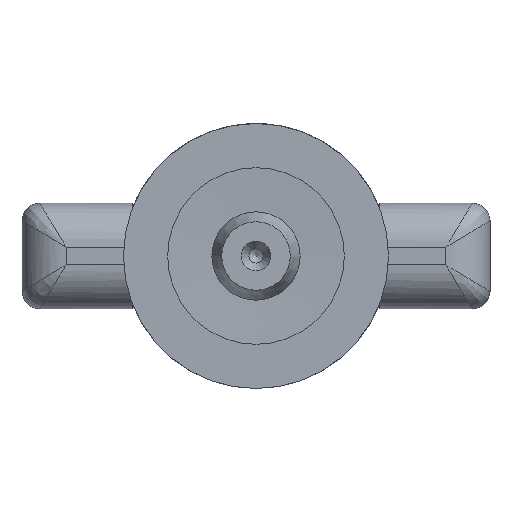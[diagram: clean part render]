
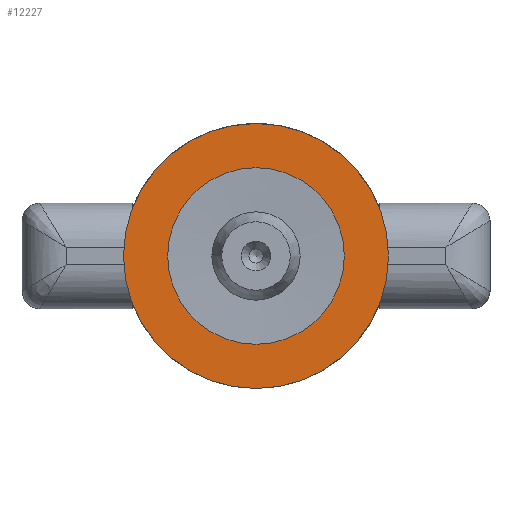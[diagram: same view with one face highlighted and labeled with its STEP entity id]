
A CAD part, front view. The second image highlights one B-rep face of the part: STEP entity #12227.
In plain terms, the highlighted face is planar.
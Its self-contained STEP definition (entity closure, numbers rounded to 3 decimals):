
#2731=PLANE('',#13109);
#3016=FACE_BOUND('',#4318,.T.);
#3543=FACE_OUTER_BOUND('',#4317,.T.);
#4317=EDGE_LOOP('',(#10493));
#4318=EDGE_LOOP('',(#10494));
#4792=CIRCLE('',#13092,15.);
#4799=CIRCLE('',#13106,10.);
#5726=VERTEX_POINT('',#37255);
#5733=VERTEX_POINT('',#37276);
#7381=EDGE_CURVE('',#5726,#5726,#4792,.T.);
#7388=EDGE_CURVE('',#5733,#5733,#4799,.T.);
#10493=ORIENTED_EDGE('',*,*,#7381,.T.);
#10494=ORIENTED_EDGE('',*,*,#7388,.F.);
#12227=ADVANCED_FACE('',(#3543,#3016),#2731,.F.);
#13092=AXIS2_PLACEMENT_3D('',#37256,#15028,#15029);
#13106=AXIS2_PLACEMENT_3D('',#37277,#15056,#15057);
#13109=AXIS2_PLACEMENT_3D('',#37281,#15062,#15063);
#15028=DIRECTION('center_axis',(0.,0.,-1.));
#15029=DIRECTION('ref_axis',(-1.,0.,0.));
#15056=DIRECTION('center_axis',(0.,0.,-1.));
#15057=DIRECTION('ref_axis',(-1.,0.,0.));
#15062=DIRECTION('center_axis',(0.,0.,1.));
#15063=DIRECTION('ref_axis',(1.,0.,0.));
#37255=CARTESIAN_POINT('',(15.,0.,0.));
#37256=CARTESIAN_POINT('Origin',(0.,0.,0.));
#37276=CARTESIAN_POINT('',(10.,0.,0.));
#37277=CARTESIAN_POINT('Origin',(0.,0.,0.));
#37281=CARTESIAN_POINT('Origin',(0.,0.,0.));
